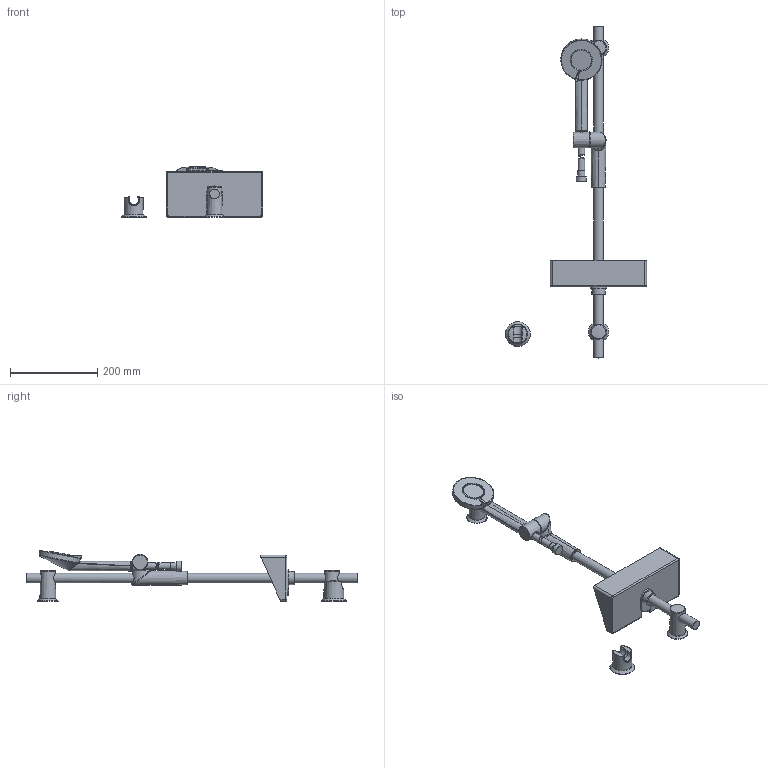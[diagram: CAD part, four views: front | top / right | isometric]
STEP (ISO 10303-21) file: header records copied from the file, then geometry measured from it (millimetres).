
FILE_DESCRIPTION (( 'STEP AP203' ), '1' );
FILE_NAME ('2790(2016)+65360120.STEP', '2017-03-09T05:48:34', ( '' ), ( '' ), 'SwSTEP 2.0', 'SolidWorks 2016', '' );
FILE_SCHEMA (( 'CONFIG_CONTROL_DESIGN' ));
Length unit declared in the file: millimetre
Products named in the file (1): 2790(2016)+65360120
Bounding box: 323.12 x 760 x 116.36 mm (x, y, z)
Volume: 1047150.7 mm3; surface area: 220049.2 mm2
Topology: 4 solids, 4 shells, 219 faces, 505 edges, 310 vertices
Faces by surface type: bspline 78, plane 51, cylinder 40, torus 31, cone 12, sphere 7
Full cylindrical faces by diameter (mm): 15 x2, 16.1 x1, 18.241 x1, 21.9 x5, 22.6 x1, 22.95 x1, 29.973 x1, 30 x2, 36.02 x1, 46.246 x1
Entity records: 18133 total; most frequent: CARTESIAN_POINT 14039, ORIENTED_EDGE 858, DIRECTION 677, EDGE_CURVE 429, AXIS2_PLACEMENT_3D 291, EDGE_LOOP 284, VERTEX_POINT 283, FACE_OUTER_BOUND 256
